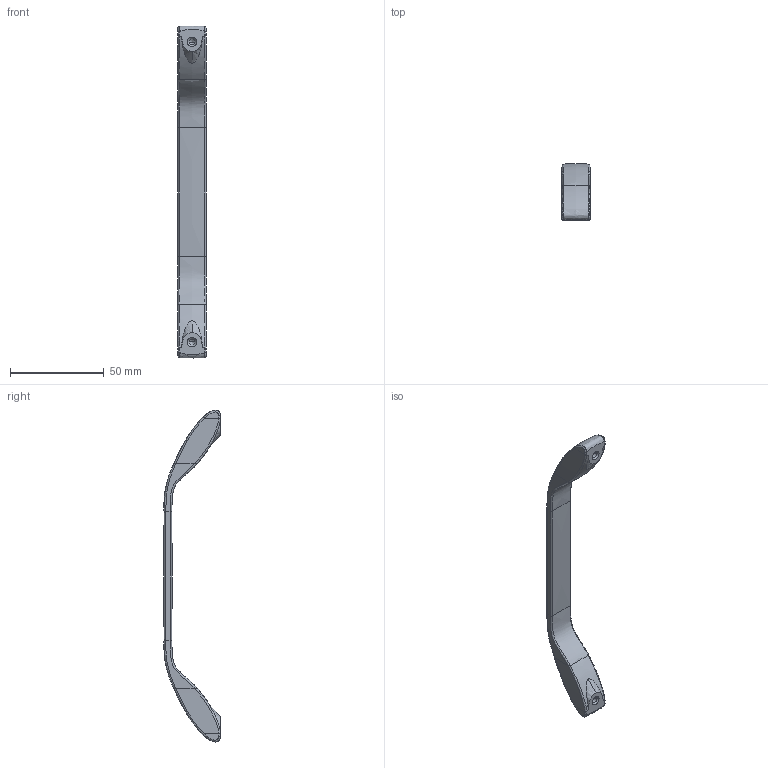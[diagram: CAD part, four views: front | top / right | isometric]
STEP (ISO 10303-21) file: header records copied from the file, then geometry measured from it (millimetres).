
FILE_DESCRIPTION(('Creo Elements/Direct Modeling STEP Export'),'2;1');
FILE_NAME('2266-177.stp','2022-05-31T11:21:21',(''),(''),'Creo Elements/Direct Modeling STEP processor for AP214 (Solid Model)','Creo Elements/Direct Modeling 20.0 12-Nov-2016 (C) Parametric Technology GmbH','');
FILE_SCHEMA(('AUTOMOTIVE_DESIGN { 1 0 10303 214 1 1 1 1 }'));
Length unit declared in the file: millimetre
Products named in the file (1): ZN-8977
Bounding box: 14.97 x 30.04 x 176.9 mm (x, y, z)
Volume: 19624.7 mm3; surface area: 8358.2 mm2
Topology: 1 solids, 1 shells, 84 faces, 184 edges, 102 vertices
Faces by surface type: bspline 44, extrusion 14, plane 10, cone 8, cylinder 8
Entity records: 10430 total; most frequent: CARTESIAN_POINT 9079, ORIENTED_EDGE 360, EDGE_CURVE 180, DIRECTION 118, VERTEX_POINT 102, B_SPLINE_CURVE_WITH_KNOTS 92, EDGE_LOOP 88, FACE_OUTER_BOUND 84
